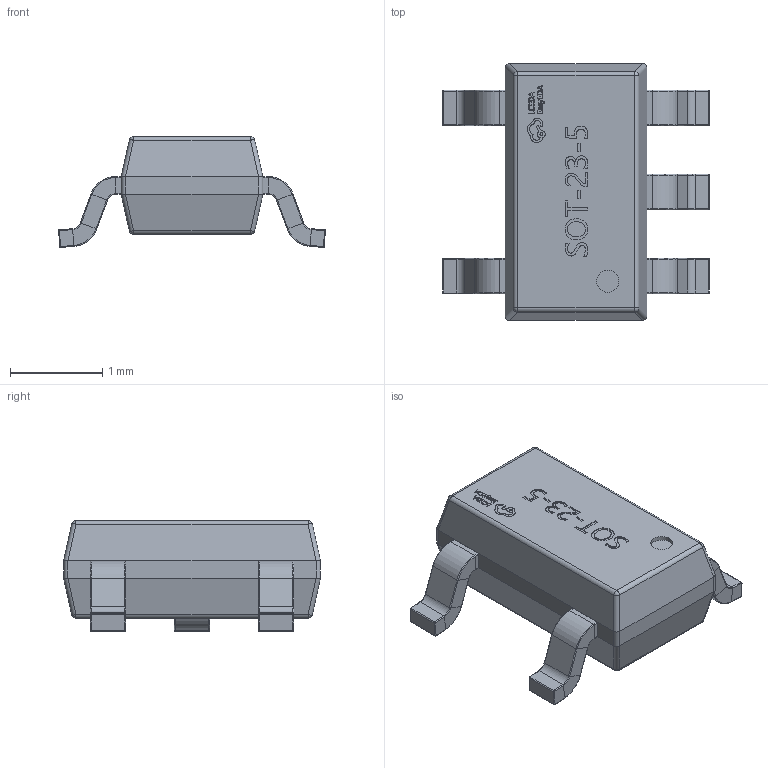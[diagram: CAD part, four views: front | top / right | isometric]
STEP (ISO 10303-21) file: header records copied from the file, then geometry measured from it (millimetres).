
FILE_DESCRIPTION(('FreeCAD Model'),'2;1');
FILE_NAME('Open CASCADE Shape Model','2024-04-17T17:45:46',(''),(''), 'Open CASCADE STEP processor 7.6','FreeCAD','Unknown');
FILE_SCHEMA(('AUTOMOTIVE_DESIGN { 1 0 10303 214 1 1 1 1 }'));
Length unit declared in the file: millimetre
Products named in the file (22): U1; SOT-23-5_L3.0-W1.7-P0.95-LS2.8-BR; COMPOUND020; COMPOUND001; COMPOUND002; COMPOUND003; COMPOUND004; COMPOUND005; COMPOUND006; COMPOUND007; COMPOUND008; COMPOUND009; COMPOUND010; COMPOUND011; COMPOUND012; COMPOUND013; COMPOUND014; COMPOUND015; COMPOUND016; COMPOUND017; COMPOUND018; COMPOUND019
Assembly tree (21 placements, depth 4):
  U1
    SOT-23-5_L3.0-W1.7-P0.95-LS2.8-BR
      COMPOUND020
        COMPOUND001
        COMPOUND002
        COMPOUND003
        COMPOUND004
        COMPOUND005
        COMPOUND006
        COMPOUND007
        COMPOUND008
        COMPOUND009
        COMPOUND010
        COMPOUND011
        COMPOUND012
        COMPOUND013
        COMPOUND014
        COMPOUND015
        COMPOUND016
        COMPOUND017
        COMPOUND018
        COMPOUND019
Bounding box: 2.89 x 2.78 x 1.2 mm (x, y, z)
Volume: 4.5 mm3; surface area: 22.3 mm2
Topology: 19 solids, 19 shells, 682 faces, 1652 edges, 1015 vertices
Faces by surface type: plane 328, bspline 159, cylinder 122, torus 40, sphere 33
Entity records: 25308 total; most frequent: CARTESIAN_POINT 8536, ORIENTED_EDGE 3284, DIRECTION 2674, EDGE_CURVE 1642, VERTEX_POINT 1015, LINE 1008, VECTOR 1008, AXIS2_PLACEMENT_3D 833
